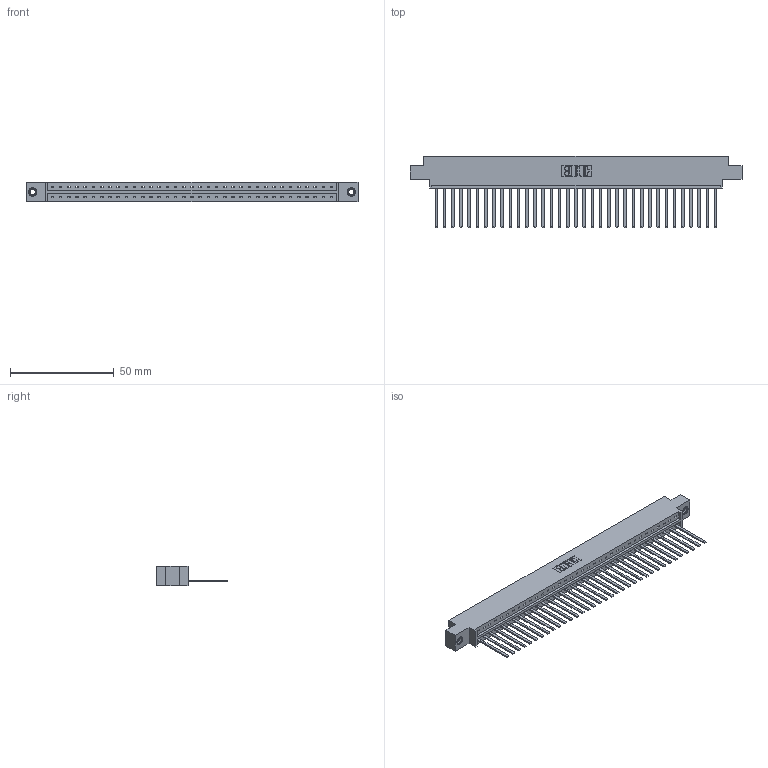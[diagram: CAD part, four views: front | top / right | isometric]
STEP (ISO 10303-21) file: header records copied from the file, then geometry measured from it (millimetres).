
FILE_DESCRIPTION (( 'STEP AP203' ), '1' );
FILE_NAME ('333-035-544-607.STEP', '2018-08-02T23:53:00', ( '' ), ( '' ), 'SwSTEP 2.0', 'SolidWorks 2016', '' );
FILE_SCHEMA (( 'CONFIG_CONTROL_DESIGN' ));
Length unit declared in the file: inch
Products named in the file (4): 333 Part_Offset - .156 Dia - TI; 345-292-001_345-293-144; 345-250-001_345-250-005-103; 333-035-544-607
Assembly tree (38 placements, depth 2):
  333-035-544-607
    333 Part_Offset - .156 Dia - TI
    345-292-001_345-293-144  x35
    345-250-001_345-250-005-103  x2
Bounding box: 160.22 x 34.3 x 9.4 mm (x, y, z)
Volume: 16226.8 mm3; surface area: 19064.9 mm2
Topology: 38 solids, 38 shells, 1998 faces, 5989 edges, 3938 vertices
Faces by surface type: plane 1436, cylinder 546, cone 12, torus 4
Entity records: 23436 total; most frequent: CARTESIAN_POINT 4026, ORIENTED_EDGE 3990, DIRECTION 3439, EDGE_CURVE 1995, LINE 1851, VECTOR 1851, VERTEX_POINT 1324, AXIS2_PLACEMENT_3D 794
